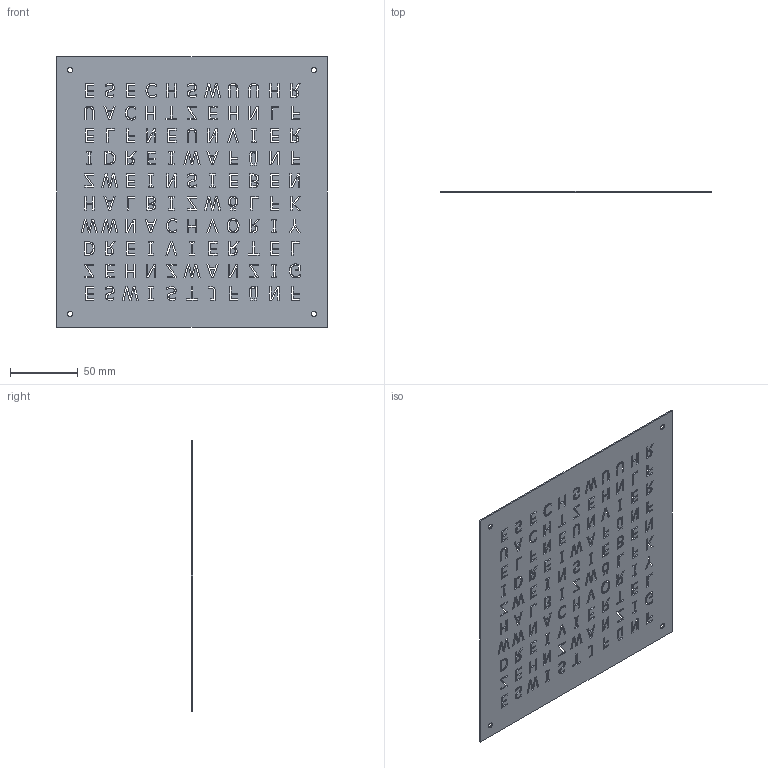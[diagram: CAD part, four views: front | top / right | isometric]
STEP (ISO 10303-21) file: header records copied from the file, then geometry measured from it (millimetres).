
FILE_DESCRIPTION(/* description */ (''),/* implementation_level */ '2;1');
FILE_NAME(/* name */ 'Wordclock_200x200mm_12H.stp',/* time_stamp */ '2023-03-27T13:24:03+02:00',/* author */ ('ARausch'),/* organization */ (''),/* preprocessor_version */ 'ST-DEVELOPER v18.1',/* originating_system */ 'Autodesk Inventor 2021',/* authorisation */ '');
FILE_SCHEMA (('AUTOMOTIVE_DESIGN { 1 0 10303 214 3 1 1 }'));
Length unit declared in the file: millimetre
Products named in the file (1): Wordclock_200x200mm_12H
Bounding box: 200 x 1 x 200 mm (x, y, z)
Volume: 36720 mm3; surface area: 79729.1 mm2
Topology: 20 solids, 20 shells, 1436 faces, 4188 edges, 2792 vertices
Faces by surface type: plane 1133, bspline 299, cylinder 4
Full cylindrical faces by diameter (mm): 4 x4
Entity records: 49680 total; most frequent: CARTESIAN_POINT 13208, ORIENTED_EDGE 8376, DIRECTION 5874, EDGE_CURVE 4188, LINE 3582, VECTOR 3582, VERTEX_POINT 2792, EDGE_LOOP 1676
